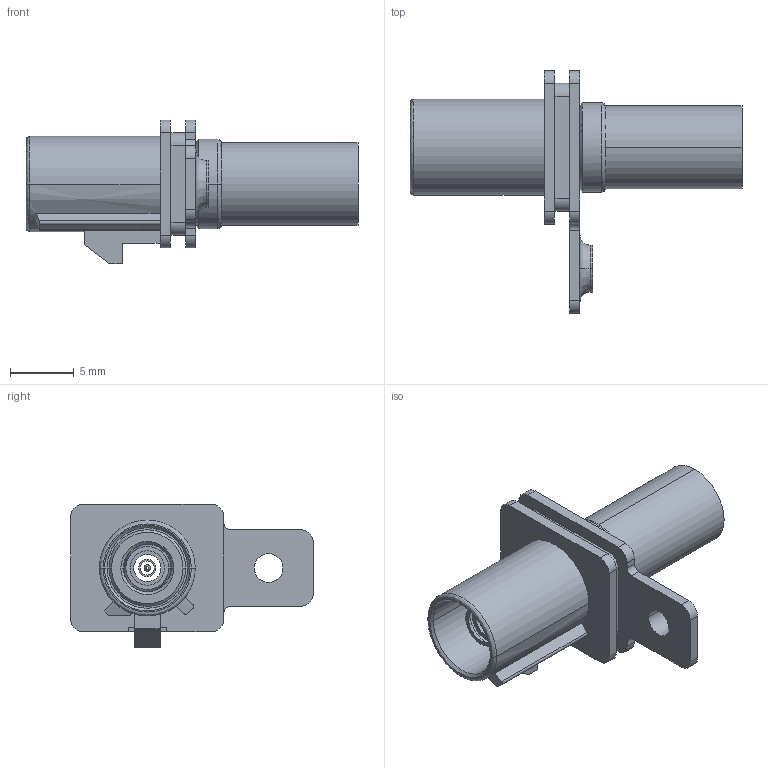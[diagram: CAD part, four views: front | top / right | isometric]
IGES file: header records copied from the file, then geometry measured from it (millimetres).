
Start section:  PTC IGES file: fa1-nmsp-c04-0.igs
Global section: file name: fa1-nmsp-c04-0.igs; native system: Pro/ENGINEER by Parametric Technology Corporation; preprocessor: 2008010; author: aarunprabu; organization: Unknown; date: 20091009.171402; units: millimetre
Bounding box: 26 x 19 x 11.25 mm (x, y, z)
Surface area: 1765.7 mm2 (no closed solid volume)
Topology: 0 solids, 0 shells, 113 faces, 558 edges, 558 vertices
Faces by surface type: revolution 71, bspline 42
